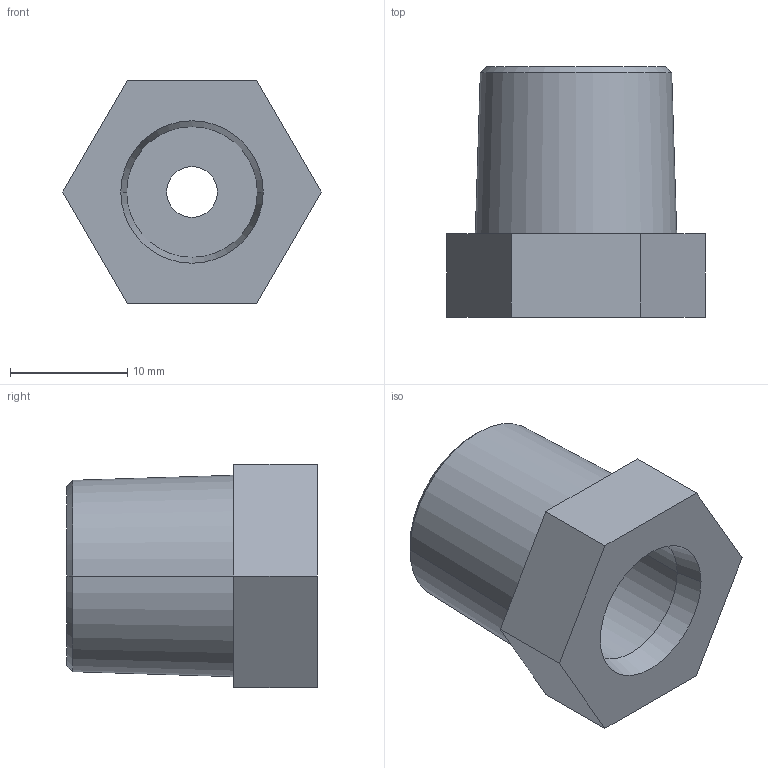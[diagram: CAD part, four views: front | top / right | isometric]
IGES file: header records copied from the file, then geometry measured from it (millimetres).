
Start section:  PTC IGES file: ilc30803264.igs
Global section: file name: ilc30803264.igs; native system: Pro/ENGINEER by Parametric Technology Corporation; preprocessor: 2004290; author: KR; organization: Unknown; date: 050825.102010; units: inch
Bounding box: 22 x 21.34 x 19.05 mm (x, y, z)
Surface area: 2363.8 mm2 (no closed solid volume)
Topology: 0 solids, 0 shells, 20 faces, 88 edges, 88 vertices
Faces by surface type: bspline 10, revolution 10
